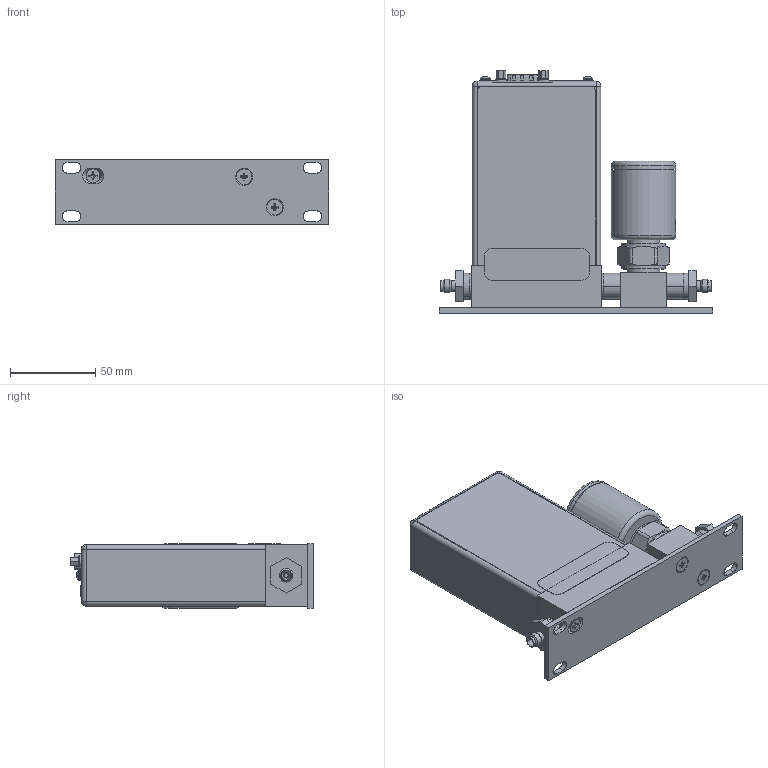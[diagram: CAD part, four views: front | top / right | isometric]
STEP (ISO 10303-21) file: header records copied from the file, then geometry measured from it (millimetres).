
FILE_DESCRIPTION((''),'2;1');
FILE_NAME('GV50A_9-PIN_ANALOG_8MM_ASM','2015-09-16T',('cockrofm'),(''),'PRO/ENGINEER BY PARAMETRIC TECHNOLOGY CORPORATION, 2011490','PRO/ENGINEER BY PARAMETRIC TECHNOLOGY CORPORATION, 2011490','');
FILE_SCHEMA(('CONFIG_CONTROL_DESIGN'));
Length unit declared in the file: inch
Products named in the file (43): PRT0001; PRT0003; 160-0022_1; 160-3973_1; PRT0004; 117264-P1_1; PRT0006; PRT0002; 1046267_ANALOG_PWB_1; PRT0007; 110-0883_10-PIN_HEADER_1; 1046649_20-PIN_HEADER_ASM_1_ASM_ASM; 1007235_CONN_RJ45_1; 1042414_4-PIN_HEADER_1; 1055809_CONN_HEADER_2-PIN_1; TMM-105-01-G-S-RA_1; 1046268_ANALOG_MAIN_BD_ASM_1_AS_ASM; 1046138-001_1; PRT0005; PRT0008; 1046576_PWB_BOARD_1; 171-009-113_1; SQT-PIN_1; SQT-CASE_AF4_1; SQT-125-01-X-S-RA_ANY_ASM_AF0_A_ASM; 1046431_10-PIN_HEADER_ASM_1_ASM_ASM; 1046651_20-PIN_CONN_ASM_1_ASM_ASM; 1037026_PUSH-BUTTON_1; 1041885_LED_1; 1046577_CCA_ASSY_ASM_1_ASM_ASM; 1020613_LIGHT_PIPE_1; PRT0009; 185-3740_1; PRT0010; 1048315-001_1; 119937-P9_SMALL-SINGLE_1; 1040814_9-PIN_NO_OUTLET_ASM_1_A_ASM; PRT0011; 1040814_GV_9-PIN_ANALOG_ASM_1_A_ASM; GV50A_9-PIN_ANALOG_4VCR_ASM_ASM ...
Assembly tree (56 placements, depth 9):
  GV50A_9-PIN_ANALOG_8MM_ASM
    GV50A_9-PIN_ANALOG_4VCR_ASM_ASM
      1040814_GV_9-PIN_ANALOG_ASM_1_A_ASM
        PRT0001
        PRT0003
        160-0022_1  x2
        160-3973_1
        1040814_9-PIN_NO_OUTLET_ASM_1_A_ASM
          PRT0004
          117264-P1_1
          PRT0006
          PRT0002
          1046268_ANALOG_MAIN_BD_ASM_1_AS_ASM
            1046267_ANALOG_PWB_1
            PRT0007
            1046649_20-PIN_HEADER_ASM_1_ASM_ASM
              110-0883_10-PIN_HEADER_1  x2
            1007235_CONN_RJ45_1
            1042414_4-PIN_HEADER_1
            1055809_CONN_HEADER_2-PIN_1
            TMM-105-01-G-S-RA_1
          1046138-001_1
          PRT0005
          PRT0008
          1046577_CCA_ASSY_ASM_1_ASM_ASM
            1046576_PWB_BOARD_1
            171-009-113_1
            1046651_20-PIN_CONN_ASM_1_ASM_ASM
              1046431_10-PIN_HEADER_ASM_1_ASM_ASM  x2
                SQT-125-01-X-S-RA_ANY_ASM_AF0_A_ASM
                  SQT-PIN_1  x10
                  SQT-CASE_AF4_1
            1037026_PUSH-BUTTON_1
            1041885_LED_1
          1020613_LIGHT_PIPE_1
          PRT0009
          185-3740_1  x2
          PRT0010  x2
          1048315-001_1
          119937-P9_SMALL-SINGLE_1
        PRT0011
    1051904_FITTING
    1052579_FITTING
Bounding box: 160.78 x 142.47 x 38.11 mm (x, y, z)
Volume: 211476.9 mm3; surface area: 157728 mm2
Topology: 57 solids, 61 shells, 3870 faces, 10216 edges, 6624 vertices
Faces by surface type: plane 2863, cylinder 805, cone 76, extrusion 76, torus 31, sphere 10, bspline 9
Entity records: 70755 total; most frequent: CARTESIAN_POINT 14552, ORIENTED_EDGE 11452, DIRECTION 11259, EDGE_CURVE 5732, VECTOR 4425, LINE 4355, VERTEX_POINT 3744, AXIS2_PLACEMENT_3D 3417
